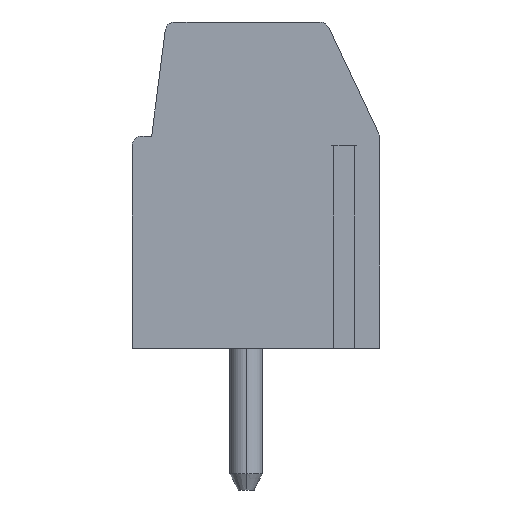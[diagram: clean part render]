
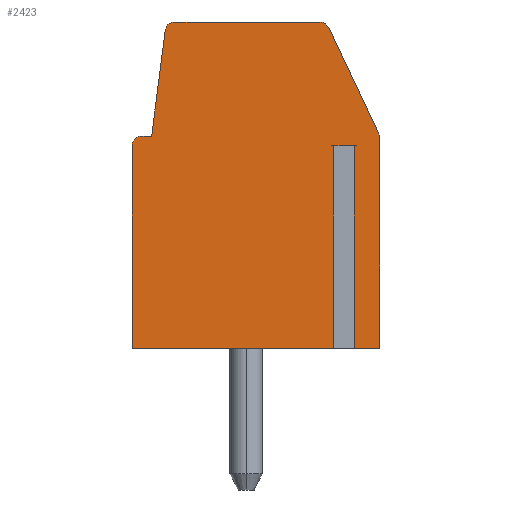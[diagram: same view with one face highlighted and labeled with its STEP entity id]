
A CAD part, left-side view. The second image highlights one B-rep face of the part: STEP entity #2423.
In plain terms, the highlighted planar face has unit normal (-1, 0, 0).
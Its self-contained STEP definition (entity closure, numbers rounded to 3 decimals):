
#74 = LINE ( 'NONE', #2061, #3232 ) ;
#76 = CARTESIAN_POINT ( 'NONE',  ( -5., 0.65, 6.388 ) ) ;
#110 = DIRECTION ( 'NONE',  ( 0., 0., -1. ) ) ;
#190 = CARTESIAN_POINT ( 'NONE',  ( -5., 0.94, 6.2 ) ) ;
#281 = AXIS2_PLACEMENT_3D ( 'NONE', #3554, #3914, #4780 ) ;
#282 = DIRECTION ( 'NONE',  ( 0., -0.128, 0.992 ) ) ;
#284 = EDGE_CURVE ( 'NONE', #3097, #1985, #3099, .T. ) ;
#285 = VECTOR ( 'NONE', #2192, 1000. ) ;
#343 = EDGE_CURVE ( 'NONE', #1172, #3614, #2675, .T. ) ;
#437 = DIRECTION ( 'NONE',  ( -1., 0., 0. ) ) ;
#464 = CARTESIAN_POINT ( 'NONE',  ( -5., 7.45, 6.2 ) ) ;
#560 = AXIS2_PLACEMENT_3D ( 'NONE', #76, #2986, #1722 ) ;
#699 = VERTEX_POINT ( 'NONE', #2635 ) ;
#703 = CARTESIAN_POINT ( 'NONE',  ( -5., 7.75, 0. ) ) ;
#848 = ORIENTED_EDGE ( 'NONE', *, *, #5044, .T. ) ;
#981 = ORIENTED_EDGE ( 'NONE', *, *, #2259, .T. ) ;
#984 = VECTOR ( 'NONE', #1045, 1000. ) ;
#1045 = DIRECTION ( 'NONE',  ( 0., -0.426, -0.905 ) ) ;
#1073 = CARTESIAN_POINT ( 'NONE',  ( -5., 7.75, 0. ) ) ;
#1087 = EDGE_CURVE ( 'NONE', #3614, #3178, #74, .T. ) ;
#1091 = LINE ( 'NONE', #3945, #3368 ) ;
#1172 = VERTEX_POINT ( 'NONE', #4403 ) ;
#1223 = ORIENTED_EDGE ( 'NONE', *, *, #343, .F. ) ;
#1244 = EDGE_CURVE ( 'NONE', #2039, #1819, #4690, .T. ) ;
#1302 = VERTEX_POINT ( 'NONE', #1459 ) ;
#1459 = CARTESIAN_POINT ( 'NONE',  ( -5., 0.198, 6.601 ) ) ;
#1464 = CARTESIAN_POINT ( 'NONE',  ( -5., 0., 0. ) ) ;
#1481 = CIRCLE ( 'NONE', #5078, 0.3 ) ;
#1503 = VERTEX_POINT ( 'NONE', #1670 ) ;
#1543 = DIRECTION ( 'NONE',  ( 0., 0., -1. ) ) ;
#1561 = VERTEX_POINT ( 'NONE', #3710 ) ;
#1601 = ORIENTED_EDGE ( 'NONE', *, *, #2869, .F. ) ;
#1616 = CARTESIAN_POINT ( 'NONE',  ( -5., 7.75, 6.2 ) ) ;
#1670 = CARTESIAN_POINT ( 'NONE',  ( -5., 6.436, 10. ) ) ;
#1694 = LINE ( 'NONE', #2870, #4905 ) ;
#1717 = ORIENTED_EDGE ( 'NONE', *, *, #3772, .T. ) ;
#1722 = DIRECTION ( 'NONE',  ( 0., 0., -1. ) ) ;
#1766 = CARTESIAN_POINT ( 'NONE',  ( -5., 7.75, 6.5 ) ) ;
#1773 = EDGE_CURVE ( 'NONE', #1561, #699, #4217, .T. ) ;
#1819 = VERTEX_POINT ( 'NONE', #3392 ) ;
#1927 = DIRECTION ( 'NONE',  ( 0., 0., 1. ) ) ;
#1985 = VERTEX_POINT ( 'NONE', #1616 ) ;
#1988 = CIRCLE ( 'NONE', #4479, 0.3 ) ;
#2039 = VERTEX_POINT ( 'NONE', #2967 ) ;
#2044 = VERTEX_POINT ( 'NONE', #4525 ) ;
#2061 = CARTESIAN_POINT ( 'NONE',  ( -5., 0., 0. ) ) ;
#2101 = ORIENTED_EDGE ( 'NONE', *, *, #284, .F. ) ;
#2118 = EDGE_CURVE ( 'NONE', #2044, #4238, #1988, .T. ) ;
#2192 = DIRECTION ( 'NONE',  ( 0., -1., 0. ) ) ;
#2259 = EDGE_CURVE ( 'NONE', #2039, #3178, #1694, .T. ) ;
#2314 = DIRECTION ( 'NONE',  ( 0., -1., 0. ) ) ;
#2346 = CARTESIAN_POINT ( 'NONE',  ( -5., 6.436, 9.7 ) ) ;
#2398 = ORIENTED_EDGE ( 'NONE', *, *, #3386, .T. ) ;
#2423 = ADVANCED_FACE ( 'NONE', ( #4834 ), #4350, .F. ) ;
#2425 = CIRCLE ( 'NONE', #3021, 0.3 ) ;
#2506 = EDGE_LOOP ( 'NONE', ( #2536, #981, #5165, #1223, #848, #4348, #4845, #5139, #2398, #4519, #3612, #1717, #2101, #4769, #1601 ) ) ;
#2534 = DIRECTION ( 'NONE',  ( 0., 0., -1. ) ) ;
#2536 = ORIENTED_EDGE ( 'NONE', *, *, #1244, .F. ) ;
#2635 = CARTESIAN_POINT ( 'NONE',  ( -5., 6.734, 9.738 ) ) ;
#2675 = LINE ( 'NONE', #4313, #4527 ) ;
#2702 = LINE ( 'NONE', #1464, #3119 ) ;
#2752 = DIRECTION ( 'NONE',  ( 0., 0., -1. ) ) ;
#2776 = DIRECTION ( 'NONE',  ( 0., 0., -1. ) ) ;
#2808 = VECTOR ( 'NONE', #5086, 1000. ) ;
#2869 = EDGE_CURVE ( 'NONE', #1819, #4567, #4399, .T. ) ;
#2870 = CARTESIAN_POINT ( 'NONE',  ( -5., 0.94, 6.2 ) ) ;
#2956 = CARTESIAN_POINT ( 'NONE',  ( -5., 7.15, 6.5 ) ) ;
#2967 = CARTESIAN_POINT ( 'NONE',  ( -5., 0.94, 6.2 ) ) ;
#2986 = DIRECTION ( 'NONE',  ( -1., 0., 0. ) ) ;
#2992 = CARTESIAN_POINT ( 'NONE',  ( -5., 1.99, 9.7 ) ) ;
#3021 = AXIS2_PLACEMENT_3D ( 'NONE', #464, #3709, #110 ) ;
#3075 = CARTESIAN_POINT ( 'NONE',  ( -5., 1.8, 10. ) ) ;
#3097 = VERTEX_POINT ( 'NONE', #703 ) ;
#3099 = LINE ( 'NONE', #1073, #3143 ) ;
#3119 = VECTOR ( 'NONE', #3874, 1000. ) ;
#3131 = CARTESIAN_POINT ( 'NONE',  ( -5., 1.99, 10. ) ) ;
#3143 = VECTOR ( 'NONE', #1927, 1000. ) ;
#3152 = DIRECTION ( 'NONE',  ( -1., 0., 0. ) ) ;
#3178 = VERTEX_POINT ( 'NONE', #3187 ) ;
#3187 = CARTESIAN_POINT ( 'NONE',  ( -5., 0.94, 0. ) ) ;
#3232 = VECTOR ( 'NONE', #3702, 1000. ) ;
#3368 = VECTOR ( 'NONE', #2314, 1000. ) ;
#3386 = EDGE_CURVE ( 'NONE', #1503, #699, #1481, .T. ) ;
#3392 = CARTESIAN_POINT ( 'NONE',  ( -5., 1.56, 6.2 ) ) ;
#3544 = EDGE_CURVE ( 'NONE', #1503, #4238, #1091, .T. ) ;
#3554 = CARTESIAN_POINT ( 'NONE',  ( -5., 4.9, 3.275 ) ) ;
#3612 = ORIENTED_EDGE ( 'NONE', *, *, #4478, .F. ) ;
#3614 = VERTEX_POINT ( 'NONE', #4383 ) ;
#3638 = CIRCLE ( 'NONE', #560, 0.5 ) ;
#3702 = DIRECTION ( 'NONE',  ( 0., 1., 0. ) ) ;
#3709 = DIRECTION ( 'NONE',  ( -1., 0., 0. ) ) ;
#3710 = CARTESIAN_POINT ( 'NONE',  ( -5., 7.15, 6.5 ) ) ;
#3772 = EDGE_CURVE ( 'NONE', #4779, #1985, #2425, .T. ) ;
#3874 = DIRECTION ( 'NONE',  ( 0., 1., 0. ) ) ;
#3914 = DIRECTION ( 'NONE',  ( 1., 0., 0. ) ) ;
#3945 = CARTESIAN_POINT ( 'NONE',  ( -5., 6.65, 10. ) ) ;
#4144 = VECTOR ( 'NONE', #1543, 1000. ) ;
#4148 = DIRECTION ( 'NONE',  ( 0., 0., -1. ) ) ;
#4217 = LINE ( 'NONE', #2956, #4544 ) ;
#4238 = VERTEX_POINT ( 'NONE', #3131 ) ;
#4257 = CARTESIAN_POINT ( 'NONE',  ( -5., 1.56, 0. ) ) ;
#4313 = CARTESIAN_POINT ( 'NONE',  ( -5., 0.15, 6.7 ) ) ;
#4348 = ORIENTED_EDGE ( 'NONE', *, *, #4664, .F. ) ;
#4350 = PLANE ( 'NONE',  #281 ) ;
#4374 = CARTESIAN_POINT ( 'NONE',  ( -5., 1.56, 6.2 ) ) ;
#4383 = CARTESIAN_POINT ( 'NONE',  ( -5., 0.15, 0. ) ) ;
#4399 = LINE ( 'NONE', #4374, #4144 ) ;
#4403 = CARTESIAN_POINT ( 'NONE',  ( -5., 0.15, 6.388 ) ) ;
#4478 = EDGE_CURVE ( 'NONE', #4779, #1561, #4559, .T. ) ;
#4479 = AXIS2_PLACEMENT_3D ( 'NONE', #2992, #437, #4148 ) ;
#4519 = ORIENTED_EDGE ( 'NONE', *, *, #1773, .F. ) ;
#4525 = CARTESIAN_POINT ( 'NONE',  ( -5., 1.719, 9.828 ) ) ;
#4527 = VECTOR ( 'NONE', #2776, 1000. ) ;
#4544 = VECTOR ( 'NONE', #282, 1000. ) ;
#4559 = LINE ( 'NONE', #1766, #285 ) ;
#4567 = VERTEX_POINT ( 'NONE', #4257 ) ;
#4594 = EDGE_CURVE ( 'NONE', #4567, #3097, #2702, .T. ) ;
#4664 = EDGE_CURVE ( 'NONE', #2044, #1302, #4719, .T. ) ;
#4690 = LINE ( 'NONE', #190, #2808 ) ;
#4719 = LINE ( 'NONE', #3075, #984 ) ;
#4769 = ORIENTED_EDGE ( 'NONE', *, *, #4594, .F. ) ;
#4779 = VERTEX_POINT ( 'NONE', #5106 ) ;
#4780 = DIRECTION ( 'NONE',  ( 0., 0., -1. ) ) ;
#4834 = FACE_OUTER_BOUND ( 'NONE', #2506, .T. ) ;
#4845 = ORIENTED_EDGE ( 'NONE', *, *, #2118, .T. ) ;
#4905 = VECTOR ( 'NONE', #2534, 1000. ) ;
#5044 = EDGE_CURVE ( 'NONE', #1172, #1302, #3638, .T. ) ;
#5078 = AXIS2_PLACEMENT_3D ( 'NONE', #2346, #3152, #2752 ) ;
#5086 = DIRECTION ( 'NONE',  ( 0., 1., 0. ) ) ;
#5106 = CARTESIAN_POINT ( 'NONE',  ( -5., 7.45, 6.5 ) ) ;
#5139 = ORIENTED_EDGE ( 'NONE', *, *, #3544, .F. ) ;
#5165 = ORIENTED_EDGE ( 'NONE', *, *, #1087, .F. ) ;
